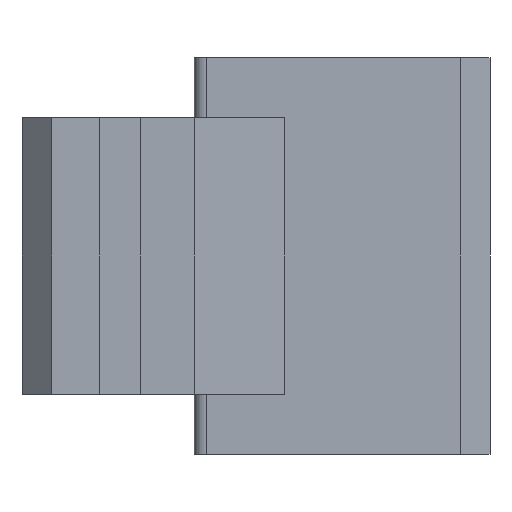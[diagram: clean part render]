
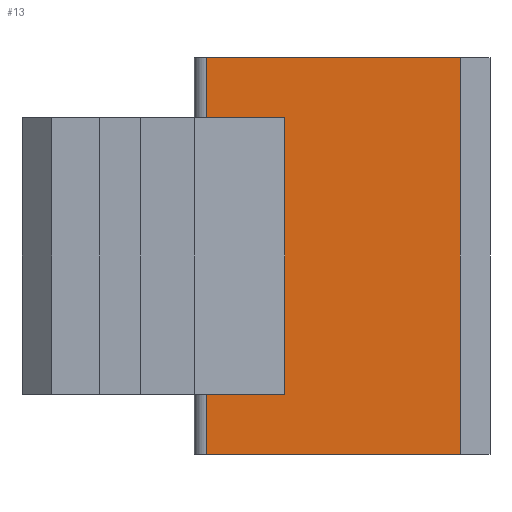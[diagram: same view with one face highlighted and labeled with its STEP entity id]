
A CAD part, left-side view. The second image highlights one B-rep face of the part: STEP entity #13.
In plain terms, the highlighted planar face has unit normal (-1, 0, 0).
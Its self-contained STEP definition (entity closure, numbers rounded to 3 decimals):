
#13 = ADVANCED_FACE ( 'NONE', ( #1335 ), #775, .F. ) ;
#16 = CARTESIAN_POINT ( 'NONE',  ( 32.694, -193.273, 23.714 ) ) ;
#32 = DIRECTION ( 'NONE',  ( 0., 0., -1. ) ) ;
#57 = DIRECTION ( 'NONE',  ( 0., -1., 0. ) ) ;
#81 = LINE ( 'NONE', #1887, #2162 ) ;
#115 = LINE ( 'NONE', #488, #2282 ) ;
#212 = EDGE_CURVE ( 'NONE', #934, #1694, #115, .T. ) ;
#294 = AXIS2_PLACEMENT_3D ( 'NONE', #625, #442, #1526 ) ;
#315 = DIRECTION ( 'NONE',  ( 0., 0., -1. ) ) ;
#327 = VECTOR ( 'NONE', #1592, 1000. ) ;
#400 = EDGE_CURVE ( 'NONE', #934, #1373, #2262, .T. ) ;
#442 = DIRECTION ( 'NONE',  ( 1., 0., 0. ) ) ;
#488 = CARTESIAN_POINT ( 'NONE',  ( 32.694, -185.943, 14.075 ) ) ;
#491 = VECTOR ( 'NONE', #32, 1000. ) ;
#521 = DIRECTION ( 'NONE',  ( 0., 0., -1. ) ) ;
#618 = ORIENTED_EDGE ( 'NONE', *, *, #212, .F. ) ;
#622 = CARTESIAN_POINT ( 'NONE',  ( 32.694, -174.943, 2.525 ) ) ;
#625 = CARTESIAN_POINT ( 'NONE',  ( 32.694, -185.943, 23.714 ) ) ;
#644 = VERTEX_POINT ( 'NONE', #1437 ) ;
#659 = ORIENTED_EDGE ( 'NONE', *, *, #1512, .F. ) ;
#704 = EDGE_CURVE ( 'NONE', #831, #1373, #1533, .T. ) ;
#716 = LINE ( 'NONE', #882, #491 ) ;
#717 = EDGE_CURVE ( 'NONE', #1242, #976, #81, .T. ) ;
#775 = PLANE ( 'NONE',  #294 ) ;
#787 = ORIENTED_EDGE ( 'NONE', *, *, #2134, .T. ) ;
#800 = CARTESIAN_POINT ( 'NONE',  ( 32.694, -185.943, 23.714 ) ) ;
#831 = VERTEX_POINT ( 'NONE', #870 ) ;
#838 = VECTOR ( 'NONE', #2264, 1000. ) ;
#839 = DIRECTION ( 'NONE',  ( 0., 1., 0. ) ) ;
#850 = ORIENTED_EDGE ( 'NONE', *, *, #996, .T. ) ;
#870 = CARTESIAN_POINT ( 'NONE',  ( 32.694, -182.651, 2.525 ) ) ;
#879 = LINE ( 'NONE', #16, #2018 ) ;
#881 = CARTESIAN_POINT ( 'NONE',  ( 32.694, -182.651, 14.075 ) ) ;
#882 = CARTESIAN_POINT ( 'NONE',  ( 32.694, -182.651, 23.714 ) ) ;
#931 = ORIENTED_EDGE ( 'NONE', *, *, #400, .T. ) ;
#934 = VERTEX_POINT ( 'NONE', #1593 ) ;
#976 = VERTEX_POINT ( 'NONE', #1028 ) ;
#978 = CARTESIAN_POINT ( 'NONE',  ( 32.694, -182.651, 0. ) ) ;
#996 = EDGE_CURVE ( 'NONE', #831, #1242, #716, .T. ) ;
#1028 = CARTESIAN_POINT ( 'NONE',  ( 32.694, -193.273, 0. ) ) ;
#1030 = VECTOR ( 'NONE', #1886, 1000. ) ;
#1050 = VECTOR ( 'NONE', #315, 1000. ) ;
#1242 = VERTEX_POINT ( 'NONE', #978 ) ;
#1246 = CARTESIAN_POINT ( 'NONE',  ( 32.694, -185.943, 16.6 ) ) ;
#1278 = ORIENTED_EDGE ( 'NONE', *, *, #717, .T. ) ;
#1335 = FACE_OUTER_BOUND ( 'NONE', #1349, .T. ) ;
#1348 = CARTESIAN_POINT ( 'NONE',  ( 32.694, -185.943, 2.525 ) ) ;
#1349 = EDGE_LOOP ( 'NONE', ( #1683, #850, #1278, #659, #2125, #787, #618, #931 ) ) ;
#1373 = VERTEX_POINT ( 'NONE', #1348 ) ;
#1402 = CARTESIAN_POINT ( 'NONE',  ( 32.694, -182.651, 23.714 ) ) ;
#1432 = LINE ( 'NONE', #1246, #327 ) ;
#1437 = CARTESIAN_POINT ( 'NONE',  ( 32.694, -182.651, 16.6 ) ) ;
#1512 = EDGE_CURVE ( 'NONE', #1651, #976, #879, .T. ) ;
#1526 = DIRECTION ( 'NONE',  ( 0., 1., 0. ) ) ;
#1533 = LINE ( 'NONE', #622, #838 ) ;
#1584 = LINE ( 'NONE', #1402, #1050 ) ;
#1592 = DIRECTION ( 'NONE',  ( 0., -1., 0. ) ) ;
#1593 = CARTESIAN_POINT ( 'NONE',  ( 32.694, -185.943, 14.075 ) ) ;
#1651 = VERTEX_POINT ( 'NONE', #2334 ) ;
#1683 = ORIENTED_EDGE ( 'NONE', *, *, #704, .F. ) ;
#1694 = VERTEX_POINT ( 'NONE', #881 ) ;
#1700 = EDGE_CURVE ( 'NONE', #644, #1651, #1432, .T. ) ;
#1886 = DIRECTION ( 'NONE',  ( 0., 0., -1. ) ) ;
#1887 = CARTESIAN_POINT ( 'NONE',  ( 32.694, -185.943, 0. ) ) ;
#2018 = VECTOR ( 'NONE', #521, 1000. ) ;
#2125 = ORIENTED_EDGE ( 'NONE', *, *, #1700, .F. ) ;
#2134 = EDGE_CURVE ( 'NONE', #644, #1694, #1584, .T. ) ;
#2162 = VECTOR ( 'NONE', #57, 1000. ) ;
#2262 = LINE ( 'NONE', #800, #1030 ) ;
#2264 = DIRECTION ( 'NONE',  ( 0., -1., 0. ) ) ;
#2282 = VECTOR ( 'NONE', #839, 1000. ) ;
#2334 = CARTESIAN_POINT ( 'NONE',  ( 32.694, -193.273, 16.6 ) ) ;
